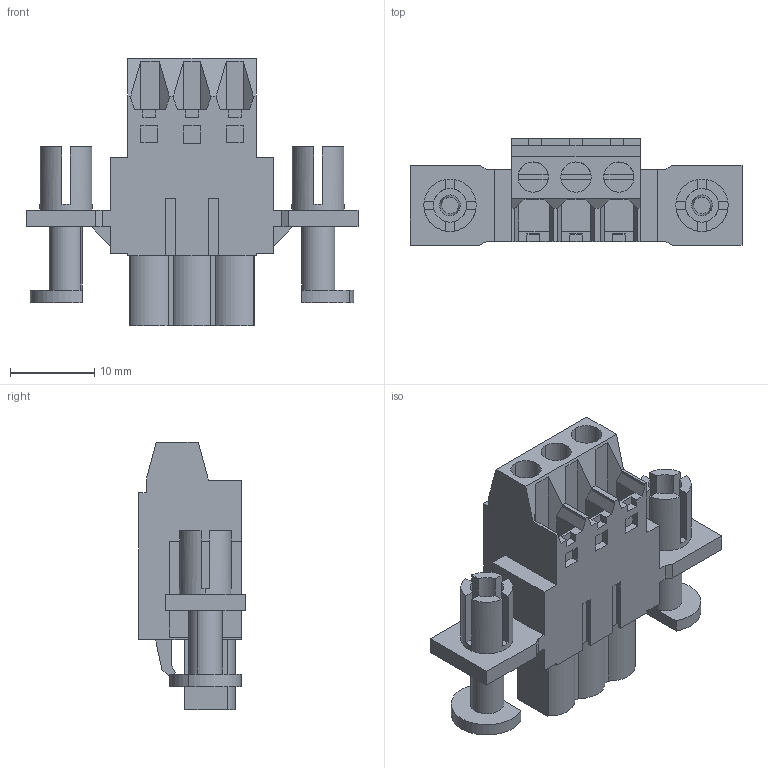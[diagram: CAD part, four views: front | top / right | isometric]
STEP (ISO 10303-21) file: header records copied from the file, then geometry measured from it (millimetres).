
FILE_DESCRIPTION(('CATIA V5 STEP Exchange','CAx-IF Rec.Pracs.--- Model Styling and Organization---1.2---2011-12-15'),'2;1');
FILE_NAME ('D1451298_0_1353140000_1353140000.stp','2017-06-22T09:21:55+00:00',('none'),('Weidmueller'),'CATIA Version 5-6 Release 2014','CATIA V5 STEP AP214','none');
FILE_SCHEMA(('AUTOMOTIVE_DESIGN { 1 0 10303 214 1 1 1 1 }'));
Length unit declared in the file: millimetre
Products named in the file (1): 1353140000
Bounding box: 39.44 x 12.65 x 31.8 mm (x, y, z)
Volume: 5144.4 mm3; surface area: 4619.6 mm2
Topology: 6 solids, 6 shells, 345 faces, 943 edges, 627 vertices
Faces by surface type: plane 296, cylinder 41, cone 8
Entity records: 10707 total; most frequent: CARTESIAN_POINT 1917, ORIENTED_EDGE 1886, DIRECTION 1485, EDGE_CURVE 943, VECTOR 799, LINE 799, VERTEX_POINT 627, AXIS2_PLACEMENT_3D 409
